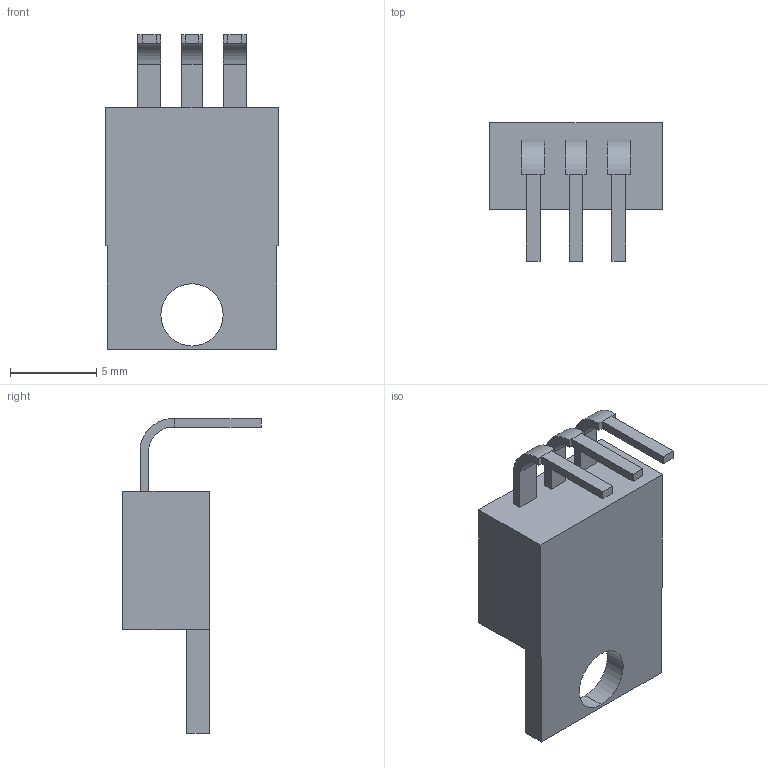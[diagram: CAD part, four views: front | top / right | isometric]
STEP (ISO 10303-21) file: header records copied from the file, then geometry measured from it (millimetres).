
FILE_DESCRIPTION (( 'STEP AP203' ), '1' );
FILE_NAME ('ýrlz44nstep.STEP', '2020-06-08T09:05:45', ( '' ), ( '' ), 'SwSTEP 2.0', 'SolidWorks 2019', '' );
FILE_SCHEMA (( 'CONFIG_CONTROL_DESIGN' ));
Length unit declared in the file: millimetre
Products named in the file (1): ýrlz44nstep
Bounding box: 10 x 8 x 18.21 mm (x, y, z)
Volume: 470.9 mm3; surface area: 696 mm2
Topology: 1 solids, 1 shells, 131 faces, 336 edges, 220 vertices
Faces by surface type: plane 118, cylinder 8, bspline 5
Entity records: 4269 total; most frequent: CARTESIAN_POINT 1021, ORIENTED_EDGE 672, DIRECTION 596, EDGE_CURVE 336, VECTOR 310, LINE 310, VERTEX_POINT 220, EDGE_LOOP 146
